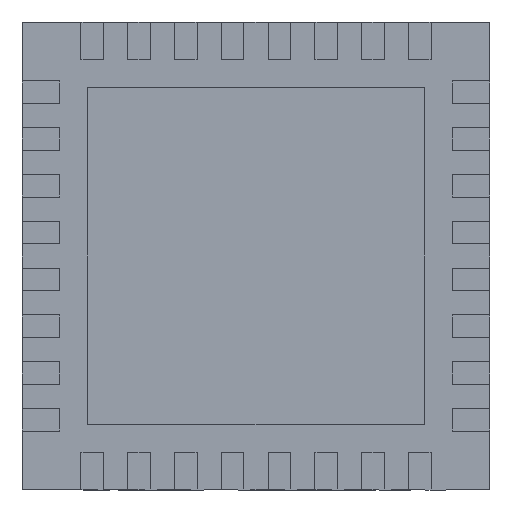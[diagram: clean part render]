
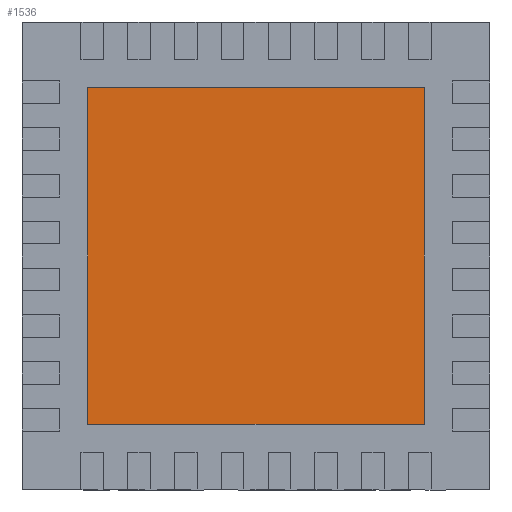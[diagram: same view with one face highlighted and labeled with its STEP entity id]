
A CAD part, front view. The second image highlights one B-rep face of the part: STEP entity #1536.
In plain terms, the highlighted planar face has unit normal (0, -1, 0).
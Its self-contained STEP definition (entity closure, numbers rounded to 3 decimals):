
#223 = FACE_OUTER_BOUND ( 'NONE', #8201, .T. ) ;
#787 = LINE ( 'NONE', #2829, #5176 ) ;
#1005 = CARTESIAN_POINT ( 'NONE',  ( 1.8, 0., 1.8 ) ) ;
#1209 = DIRECTION ( 'NONE',  ( 0., 0., 1. ) ) ;
#1389 = VERTEX_POINT ( 'NONE', #2246 ) ;
#1536 = ADVANCED_FACE ( 'NONE', ( #223 ), #8531, .T. ) ;
#1758 = DIRECTION ( 'NONE',  ( 0., 0., -1. ) ) ;
#2246 = CARTESIAN_POINT ( 'NONE',  ( -1.8, 0., -1.8 ) ) ;
#2293 = LINE ( 'NONE', #3488, #9509 ) ;
#2424 = ORIENTED_EDGE ( 'NONE', *, *, #5049, .T. ) ;
#2760 = DIRECTION ( 'NONE',  ( 1., 0., 0. ) ) ;
#2829 = CARTESIAN_POINT ( 'NONE',  ( 1.8, 0., -1.8 ) ) ;
#2839 = DIRECTION ( 'NONE',  ( -1., 0., 0. ) ) ;
#2971 = ORIENTED_EDGE ( 'NONE', *, *, #9404, .T. ) ;
#3003 = ORIENTED_EDGE ( 'NONE', *, *, #9971, .T. ) ;
#3231 = DIRECTION ( 'NONE',  ( 0., -1., 0. ) ) ;
#3488 = CARTESIAN_POINT ( 'NONE',  ( 1.8, 0., -1.8 ) ) ;
#3735 = VERTEX_POINT ( 'NONE', #8715 ) ;
#4192 = CARTESIAN_POINT ( 'NONE',  ( -1.8, 0., -1.8 ) ) ;
#4454 = CARTESIAN_POINT ( 'NONE',  ( -1.8, 0., 1.8 ) ) ;
#4816 = DIRECTION ( 'NONE',  ( 0., 0., -1. ) ) ;
#4819 = EDGE_CURVE ( 'NONE', #5130, #1389, #9604, .T. ) ;
#5033 = CARTESIAN_POINT ( 'NONE',  ( 1.8, 0., 1.8 ) ) ;
#5049 = EDGE_CURVE ( 'NONE', #1389, #3735, #787, .T. ) ;
#5130 = VERTEX_POINT ( 'NONE', #4454 ) ;
#5176 = VECTOR ( 'NONE', #2760, 1000. ) ;
#5377 = AXIS2_PLACEMENT_3D ( 'NONE', #9308, #3231, #4816 ) ;
#5393 = VERTEX_POINT ( 'NONE', #5033 ) ;
#6541 = ORIENTED_EDGE ( 'NONE', *, *, #4819, .T. ) ;
#7574 = VECTOR ( 'NONE', #1758, 1000. ) ;
#8194 = LINE ( 'NONE', #1005, #8653 ) ;
#8201 = EDGE_LOOP ( 'NONE', ( #6541, #2424, #2971, #3003 ) ) ;
#8531 = PLANE ( 'NONE',  #5377 ) ;
#8653 = VECTOR ( 'NONE', #2839, 1000. ) ;
#8715 = CARTESIAN_POINT ( 'NONE',  ( 1.8, 0., -1.8 ) ) ;
#9308 = CARTESIAN_POINT ( 'NONE',  ( 0., 0., 0. ) ) ;
#9404 = EDGE_CURVE ( 'NONE', #3735, #5393, #2293, .T. ) ;
#9509 = VECTOR ( 'NONE', #1209, 1000. ) ;
#9604 = LINE ( 'NONE', #4192, #7574 ) ;
#9971 = EDGE_CURVE ( 'NONE', #5393, #5130, #8194, .T. ) ;
